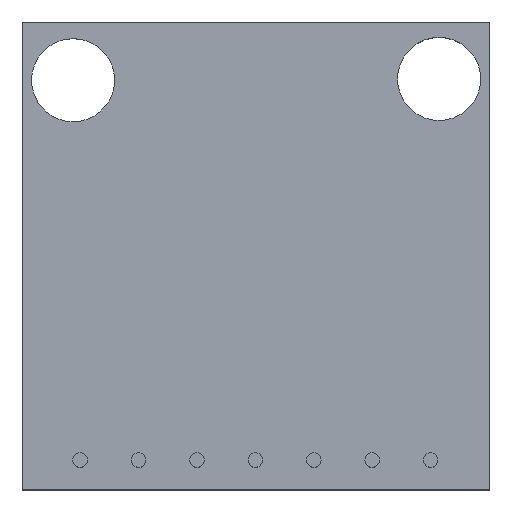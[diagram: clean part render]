
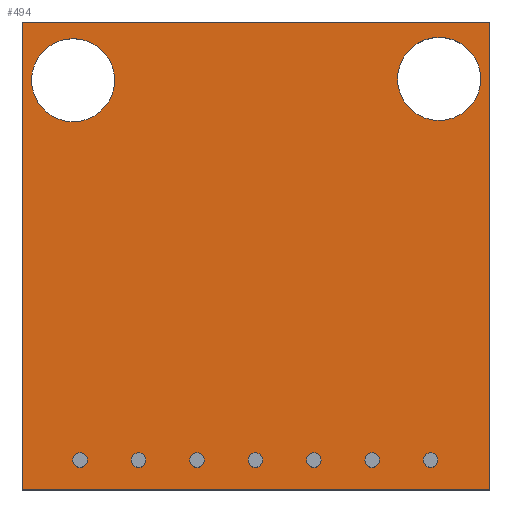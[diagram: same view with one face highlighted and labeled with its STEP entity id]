
A CAD part, top view. The second image highlights one B-rep face of the part: STEP entity #494.
In plain terms, the highlighted planar face has unit normal (0, 0, 1).
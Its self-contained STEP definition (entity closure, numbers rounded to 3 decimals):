
#15=FACE_BOUND('',#106,.T.);
#16=FACE_BOUND('',#107,.T.);
#17=FACE_BOUND('',#108,.T.);
#18=FACE_BOUND('',#109,.T.);
#19=FACE_BOUND('',#110,.T.);
#20=FACE_BOUND('',#111,.T.);
#21=FACE_BOUND('',#112,.T.);
#22=FACE_BOUND('',#113,.T.);
#23=FACE_BOUND('',#114,.T.);
#29=CIRCLE('',#534,1.82);
#31=CIRCLE('',#537,1.82);
#33=CIRCLE('',#540,0.32);
#34=CIRCLE('',#547,0.32);
#35=CIRCLE('',#548,0.32);
#36=CIRCLE('',#549,0.32);
#37=CIRCLE('',#550,0.32);
#38=CIRCLE('',#551,0.32);
#39=CIRCLE('',#552,0.32);
#73=FACE_OUTER_BOUND('',#105,.T.);
#105=EDGE_LOOP('',(#396,#397,#398,#399));
#106=EDGE_LOOP('',(#400));
#107=EDGE_LOOP('',(#401));
#108=EDGE_LOOP('',(#402));
#109=EDGE_LOOP('',(#403));
#110=EDGE_LOOP('',(#404));
#111=EDGE_LOOP('',(#405));
#112=EDGE_LOOP('',(#406));
#113=EDGE_LOOP('',(#407));
#114=EDGE_LOOP('',(#408));
#161=LINE('',#796,#206);
#164=LINE('',#802,#209);
#167=LINE('',#808,#212);
#170=LINE('',#812,#215);
#206=VECTOR('',#645,10.);
#209=VECTOR('',#650,10.);
#212=VECTOR('',#655,10.);
#215=VECTOR('',#660,10.);
#239=VERTEX_POINT('',#773);
#241=VERTEX_POINT('',#779);
#243=VERTEX_POINT('',#785);
#246=VERTEX_POINT('',#793);
#247=VERTEX_POINT('',#795);
#249=VERTEX_POINT('',#801);
#251=VERTEX_POINT('',#807);
#252=VERTEX_POINT('',#814);
#253=VERTEX_POINT('',#816);
#254=VERTEX_POINT('',#818);
#255=VERTEX_POINT('',#820);
#256=VERTEX_POINT('',#822);
#257=VERTEX_POINT('',#824);
#290=EDGE_CURVE('',#239,#239,#29,.T.);
#293=EDGE_CURVE('',#241,#241,#31,.T.);
#296=EDGE_CURVE('',#243,#243,#33,.T.);
#299=EDGE_CURVE('',#247,#246,#161,.T.);
#302=EDGE_CURVE('',#249,#247,#164,.T.);
#305=EDGE_CURVE('',#251,#249,#167,.T.);
#308=EDGE_CURVE('',#246,#251,#170,.T.);
#309=EDGE_CURVE('',#252,#252,#34,.T.);
#310=EDGE_CURVE('',#253,#253,#35,.T.);
#311=EDGE_CURVE('',#254,#254,#36,.T.);
#312=EDGE_CURVE('',#255,#255,#37,.T.);
#313=EDGE_CURVE('',#256,#256,#38,.T.);
#314=EDGE_CURVE('',#257,#257,#39,.T.);
#396=ORIENTED_EDGE('',*,*,#308,.T.);
#397=ORIENTED_EDGE('',*,*,#305,.T.);
#398=ORIENTED_EDGE('',*,*,#302,.T.);
#399=ORIENTED_EDGE('',*,*,#299,.T.);
#400=ORIENTED_EDGE('',*,*,#290,.T.);
#401=ORIENTED_EDGE('',*,*,#293,.T.);
#402=ORIENTED_EDGE('',*,*,#309,.T.);
#403=ORIENTED_EDGE('',*,*,#310,.T.);
#404=ORIENTED_EDGE('',*,*,#311,.T.);
#405=ORIENTED_EDGE('',*,*,#312,.T.);
#406=ORIENTED_EDGE('',*,*,#313,.T.);
#407=ORIENTED_EDGE('',*,*,#314,.T.);
#408=ORIENTED_EDGE('',*,*,#296,.T.);
#468=PLANE('',#546);
#494=ADVANCED_FACE('',(#73,#15,#16,#17,#18,#19,#20,#21,#22,#23),#468,.T.);
#534=AXIS2_PLACEMENT_3D('',#775,#623,#624);
#537=AXIS2_PLACEMENT_3D('',#781,#630,#631);
#540=AXIS2_PLACEMENT_3D('',#787,#637,#638);
#546=AXIS2_PLACEMENT_3D('',#813,#661,#662);
#547=AXIS2_PLACEMENT_3D('',#815,#663,#664);
#548=AXIS2_PLACEMENT_3D('',#817,#665,#666);
#549=AXIS2_PLACEMENT_3D('',#819,#667,#668);
#550=AXIS2_PLACEMENT_3D('',#821,#669,#670);
#551=AXIS2_PLACEMENT_3D('',#823,#671,#672);
#552=AXIS2_PLACEMENT_3D('',#825,#673,#674);
#623=DIRECTION('center_axis',(0.,0.,-1.));
#624=DIRECTION('ref_axis',(-1.,0.,0.));
#630=DIRECTION('center_axis',(0.,0.,-1.));
#631=DIRECTION('ref_axis',(-1.,0.,0.));
#637=DIRECTION('center_axis',(0.,0.,-1.));
#638=DIRECTION('ref_axis',(-1.,0.,0.));
#645=DIRECTION('',(-1.,0.,0.));
#650=DIRECTION('',(0.,1.,0.));
#655=DIRECTION('',(1.,0.,0.));
#660=DIRECTION('',(0.,-1.,0.));
#661=DIRECTION('center_axis',(0.,0.,1.));
#662=DIRECTION('ref_axis',(1.,0.,0.));
#663=DIRECTION('center_axis',(0.,0.,-1.));
#664=DIRECTION('ref_axis',(-1.,0.,0.));
#665=DIRECTION('center_axis',(0.,0.,-1.));
#666=DIRECTION('ref_axis',(-1.,0.,0.));
#667=DIRECTION('center_axis',(0.,0.,-1.));
#668=DIRECTION('ref_axis',(-1.,0.,0.));
#669=DIRECTION('center_axis',(0.,0.,-1.));
#670=DIRECTION('ref_axis',(-1.,0.,0.));
#671=DIRECTION('center_axis',(0.,0.,-1.));
#672=DIRECTION('ref_axis',(-1.,0.,0.));
#673=DIRECTION('center_axis',(0.,0.,-1.));
#674=DIRECTION('ref_axis',(-1.,0.,0.));
#773=CARTESIAN_POINT('',(4.056,17.949,1.6));
#775=CARTESIAN_POINT('Origin',(2.236,17.949,1.6));
#779=CARTESIAN_POINT('',(20.089,18.004,1.6));
#781=CARTESIAN_POINT('Origin',(18.269,18.004,1.6));
#785=CARTESIAN_POINT('',(18.22,1.3,1.6));
#787=CARTESIAN_POINT('Origin',(17.9,1.3,1.6));
#793=CARTESIAN_POINT('',(0.,20.5,1.6));
#795=CARTESIAN_POINT('',(20.5,20.5,1.6));
#796=CARTESIAN_POINT('',(20.5,20.5,1.6));
#801=CARTESIAN_POINT('',(20.5,0.,1.6));
#802=CARTESIAN_POINT('',(20.5,0.,1.6));
#807=CARTESIAN_POINT('',(0.,0.,1.6));
#808=CARTESIAN_POINT('',(0.,0.,1.6));
#812=CARTESIAN_POINT('',(0.,20.5,1.6));
#813=CARTESIAN_POINT('Origin',(10.25,10.25,1.6));
#814=CARTESIAN_POINT('',(2.867,1.3,1.6));
#815=CARTESIAN_POINT('Origin',(2.547,1.3,1.6));
#816=CARTESIAN_POINT('',(5.425,1.3,1.6));
#817=CARTESIAN_POINT('Origin',(5.105,1.3,1.6));
#818=CARTESIAN_POINT('',(7.984,1.3,1.6));
#819=CARTESIAN_POINT('Origin',(7.664,1.3,1.6));
#820=CARTESIAN_POINT('',(10.543,1.3,1.6));
#821=CARTESIAN_POINT('Origin',(10.223,1.3,1.6));
#822=CARTESIAN_POINT('',(13.102,1.3,1.6));
#823=CARTESIAN_POINT('Origin',(12.782,1.3,1.6));
#824=CARTESIAN_POINT('',(15.661,1.3,1.6));
#825=CARTESIAN_POINT('Origin',(15.341,1.3,1.6));
